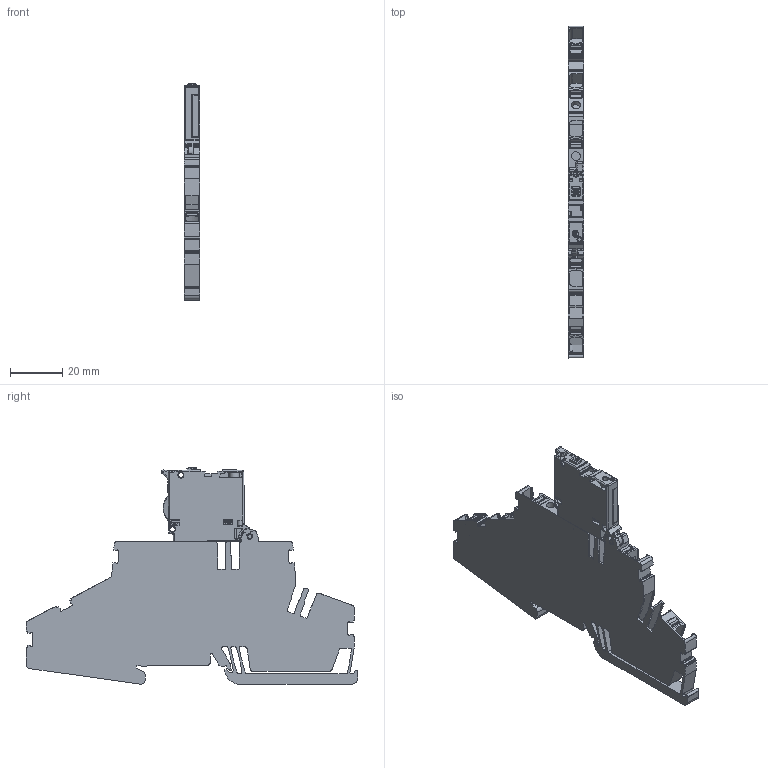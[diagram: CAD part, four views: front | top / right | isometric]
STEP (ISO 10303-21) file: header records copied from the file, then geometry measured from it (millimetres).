
FILE_DESCRIPTION(('CATIA V5 STEP Exchange','CAx-IF Rec.Pracs.--- Model Styling and Organization---1.4--- 2014-01-23'),'2;1');
FILE_NAME ('1348499-5_2_2831510000_2817010000.stp','2023-04-17T05:27:32+00:00',('none'),('Weidmueller'),'CATIA Version 5-6 Release 2016 SP3 HF44','CATIA V5 STEP AP214','none');
FILE_SCHEMA(('AUTOMOTIVE_DESIGN { 1 0 10303 214 1 1 1 1 }'));
Products named in the file (1): 2817010000
Bounding box: 6.1 x 127.26 x 82.99 mm (x, y, z)
Volume: 30724.8 mm3; surface area: 23423.1 mm2
Topology: 10 solids, 10 shells, 3081 faces, 8660 edges, 5580 vertices
Faces by surface type: plane 1491, cylinder 1086, torus 156, cone 126, bspline 98, extrusion 80, sphere 44
Entity records: 104899 total; most frequent: CARTESIAN_POINT 30046, ORIENTED_EDGE 17236, DIRECTION 12531, EDGE_CURVE 8618, VERTEX_POINT 5580, VECTOR 5422, LINE 5342, AXIS2_PLACEMENT_3D 4548
